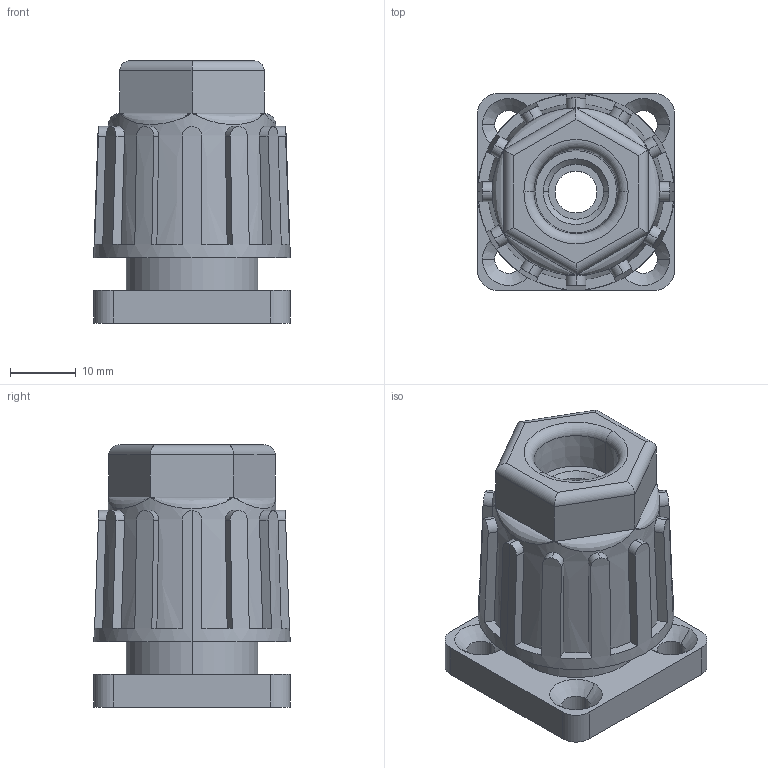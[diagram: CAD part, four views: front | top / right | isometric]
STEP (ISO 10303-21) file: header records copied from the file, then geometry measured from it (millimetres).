
FILE_DESCRIPTION (( 'STEP AP214' ), '1' );
FILE_NAME ('098H300606.STEP', '2011-01-31T07:46:10', ( ' ' ), ( ' ' ), 'SwSTEP 2.0', 'SolidWorks 2010', '' );
FILE_SCHEMA (( 'AUTOMOTIVE_DESIGN' ));
Length unit declared in the file: millimetre
Products named in the file (3): 098h30u_098 h 30 u; 098H300606; 098h30o0806_098 h 30 o 06 06
Assembly tree (2 placements, depth 2):
  098H300606
    098h30o0806_098 h 30 o 06 06
    098h30u_098 h 30 u
Bounding box: 30 x 30 x 40 mm (x, y, z)
Volume: 15106.7 mm3; surface area: 11831.6 mm2
Topology: 2 solids, 2 shells, 144 faces, 366 edges, 232 vertices
Faces by surface type: cylinder 58, plane 56, cone 20, bspline 6, torus 4
Entity records: 5556 total; most frequent: CARTESIAN_POINT 2141, ORIENTED_EDGE 732, DIRECTION 636, EDGE_CURVE 366, AXIS2_PLACEMENT_3D 249, VERTEX_POINT 232, EDGE_LOOP 162, ADVANCED_FACE 144
